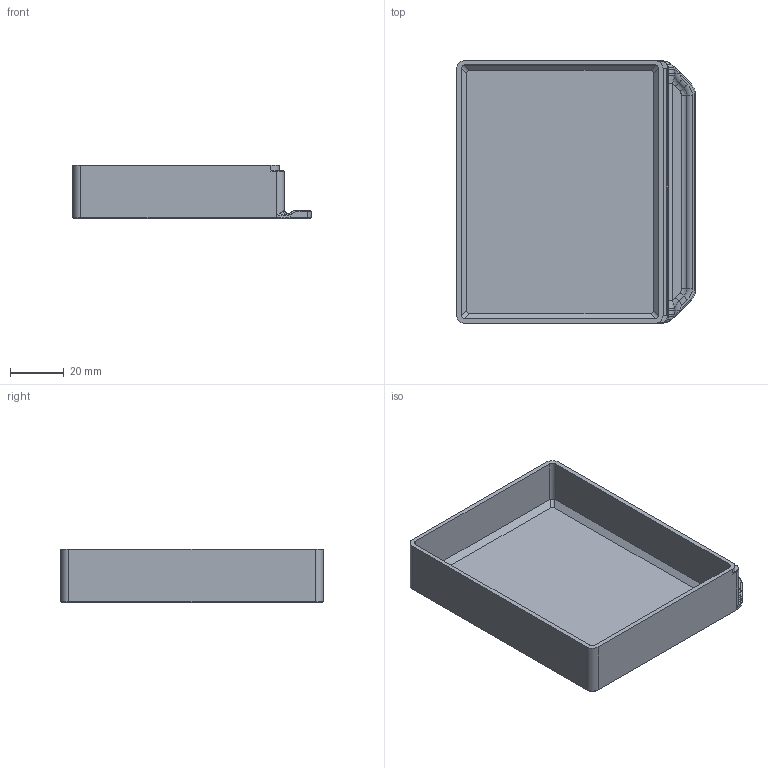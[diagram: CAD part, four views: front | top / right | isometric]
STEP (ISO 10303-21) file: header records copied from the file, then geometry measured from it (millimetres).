
FILE_DESCRIPTION(/* description */ (''),/* implementation_level */ '2;1');
FILE_NAME(/* name */ 'Drawer_003.step',/* time_stamp */ '2022-07-06T09:15:03+02:00',/* author */ (''),/* organization */ (''),/* preprocessor_version */ 'ST-DEVELOPER v19',/* originating_system */ 'Autodesk Translation Framework v11.7.0.108',/* authorisation */ '');
FILE_SCHEMA (('AUTOMOTIVE_DESIGN { 1 0 10303 214 3 1 1 }'));
Length unit declared in the file: millimetre
Products named in the file (1): Container (3)
Bounding box: 88.8 x 97.8 x 20 mm (x, y, z)
Volume: 26050.1 mm3; surface area: 30522.4 mm2
Topology: 1 solids, 1 shells, 146 faces, 352 edges, 209 vertices
Faces by surface type: plane 49, cylinder 39, bspline 30, cone 16, torus 12
Entity records: 4964 total; most frequent: CARTESIAN_POINT 1617, ORIENTED_EDGE 704, DIRECTION 684, EDGE_CURVE 352, AXIS2_PLACEMENT_3D 259, VERTEX_POINT 209, LINE 166, VECTOR 166
